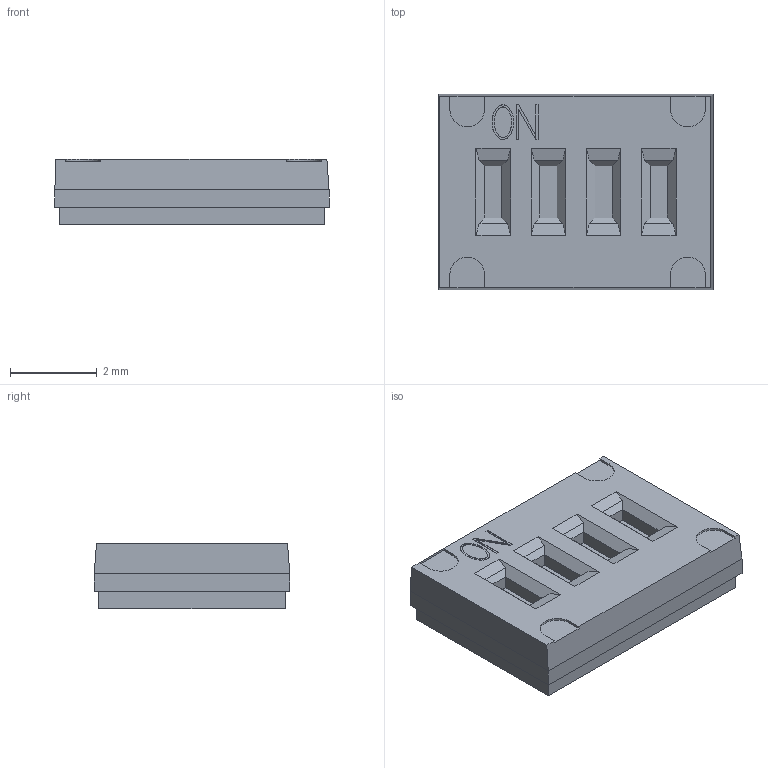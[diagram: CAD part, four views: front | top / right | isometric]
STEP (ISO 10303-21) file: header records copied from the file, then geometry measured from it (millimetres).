
FILE_DESCRIPTION(('FreeCAD Model'),'2;1');
FILE_NAME('User Library-Diptronics_DHN4_DSboady_1.step','2016-11-01T10:47:33',('Author') ,(''),'Open CASCADE STEP processor 6.8','FreeCAD','Unknown');
FILE_SCHEMA(('AUTOMOTIVE_DESIGN_CC2 { 1 2 10303 214 -1 1 5 4 }'));
Length unit declared in the file: millimetre
Products named in the file (2): ASSEMBLY; User_Library-Diptronics_DHN4_DSboady_1
Assembly tree (1 placements, depth 2):
  ASSEMBLY
    User_Library-Diptronics_DHN4_DSboady_1
Bounding box: 6.31 x 4.5 x 1.5 mm (x, y, z)
Volume: 40 mm3; surface area: 93.7 mm2
Topology: 1 solids, 1 shells, 122 faces, 302 edges, 194 vertices
Faces by surface type: plane 110, cylinder 8, bspline 4
Entity records: 9398 total; most frequent: CARTESIAN_POINT 2476, DIRECTION 1088, LINE 810, VECTOR 810, ORIENTED_EDGE 604, PCURVE 604, DEFINITIONAL_REPRESENTATION 604, EDGE_CURVE 302
